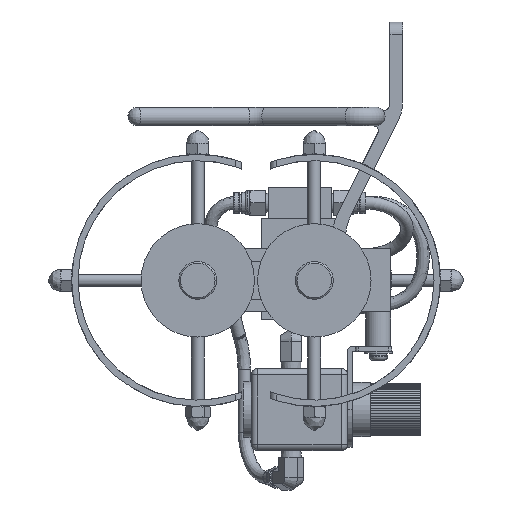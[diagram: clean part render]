
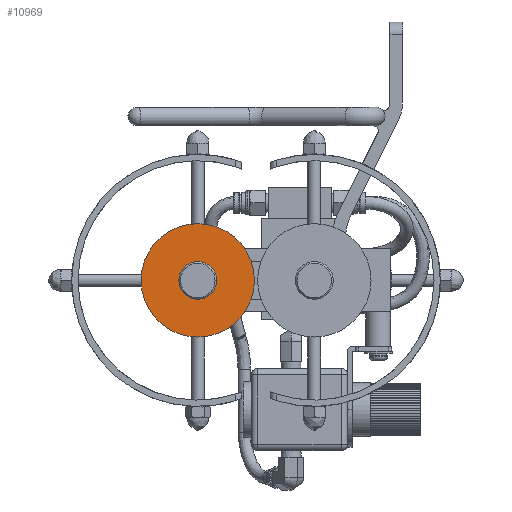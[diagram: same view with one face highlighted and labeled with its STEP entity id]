
A CAD part, left-side view. The second image highlights one B-rep face of the part: STEP entity #10969.
In plain terms, the highlighted planar face has unit normal (-1, 0, 0).
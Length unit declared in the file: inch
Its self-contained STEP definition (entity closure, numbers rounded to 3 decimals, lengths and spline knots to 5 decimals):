
#2517=PLANE('',#11926);
#3069=FACE_BOUND('',#4050,.T.);
#3341=FACE_OUTER_BOUND('',#4049,.T.);
#4049=EDGE_LOOP('',(#8183));
#4050=EDGE_LOOP('',(#8184));
#4907=CIRCLE('',#11921,0.375);
#4909=CIRCLE('',#11924,1.125);
#5481=VERTEX_POINT('',#16751);
#5483=VERTEX_POINT('',#16756);
#6548=EDGE_CURVE('',#5481,#5481,#4907,.T.);
#6550=EDGE_CURVE('',#5483,#5483,#4909,.T.);
#8183=ORIENTED_EDGE('',*,*,#6550,.T.);
#8184=ORIENTED_EDGE('',*,*,#6548,.T.);
#10969=ADVANCED_FACE('',(#3341,#3069),#2517,.F.);
#11921=AXIS2_PLACEMENT_3D('',#16752,#13434,#13435);
#11924=AXIS2_PLACEMENT_3D('',#16757,#13440,#13441);
#11926=AXIS2_PLACEMENT_3D('',#16760,#13444,#13445);
#13434=DIRECTION('center_axis',(1.,0.,0.));
#13435=DIRECTION('ref_axis',(0.,1.,0.));
#13440=DIRECTION('center_axis',(-1.,0.,0.));
#13441=DIRECTION('ref_axis',(0.,-1.,0.));
#13444=DIRECTION('center_axis',(1.,0.,0.));
#13445=DIRECTION('ref_axis',(0.,0.,-1.));
#16751=CARTESIAN_POINT('',(-9.,-0.375,0.));
#16752=CARTESIAN_POINT('Origin',(-9.,0.,0.));
#16756=CARTESIAN_POINT('',(-9.,1.125,0.));
#16757=CARTESIAN_POINT('Origin',(-9.,0.,0.));
#16760=CARTESIAN_POINT('Origin',(-9.,0.,0.));
